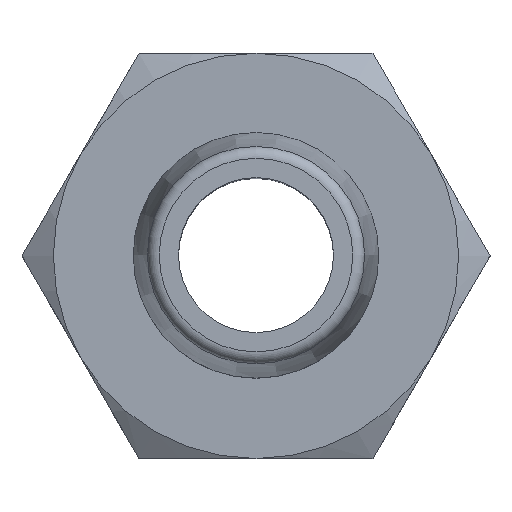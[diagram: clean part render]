
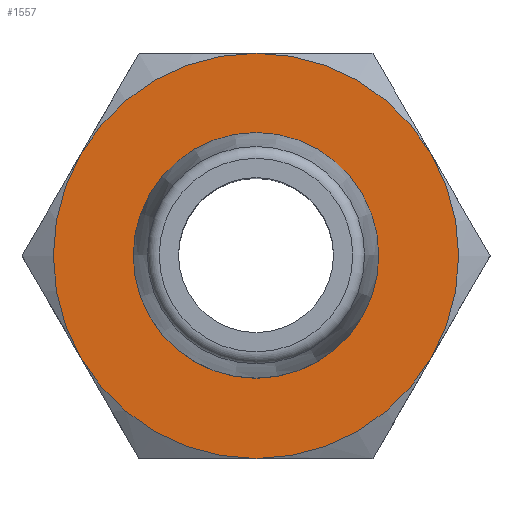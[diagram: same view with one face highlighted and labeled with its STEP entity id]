
A CAD part, top view. The second image highlights one B-rep face of the part: STEP entity #1557.
In plain terms, the highlighted face is planar.
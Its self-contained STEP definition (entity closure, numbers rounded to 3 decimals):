
#737=ORIENTED_EDGE('',*,*,#922,.T.);
#738=ORIENTED_EDGE('',*,*,#923,.T.);
#739=ORIENTED_EDGE('',*,*,#924,.T.);
#740=ORIENTED_EDGE('',*,*,#925,.T.);
#741=ORIENTED_EDGE('',*,*,#926,.T.);
#742=ORIENTED_EDGE('',*,*,#927,.T.);
#743=ORIENTED_EDGE('',*,*,#921,.F.);
#847=CIRCLE('',#1459,4.5);
#848=CIRCLE('',#1461,8.5);
#849=CIRCLE('',#1462,8.5);
#850=CIRCLE('',#1463,8.5);
#851=CIRCLE('',#1464,8.5);
#852=CIRCLE('',#1465,8.5);
#853=CIRCLE('',#1466,8.5);
#878=VERTEX_POINT('',#1324);
#879=VERTEX_POINT('',#1327);
#880=VERTEX_POINT('',#1328);
#881=VERTEX_POINT('',#1330);
#882=VERTEX_POINT('',#1332);
#883=VERTEX_POINT('',#1334);
#884=VERTEX_POINT('',#1336);
#921=EDGE_CURVE('',#878,#878,#847,.T.);
#922=EDGE_CURVE('',#879,#880,#848,.T.);
#923=EDGE_CURVE('',#880,#881,#849,.T.);
#924=EDGE_CURVE('',#881,#882,#850,.T.);
#925=EDGE_CURVE('',#882,#883,#851,.T.);
#926=EDGE_CURVE('',#883,#884,#852,.T.);
#927=EDGE_CURVE('',#884,#879,#853,.T.);
#994=EDGE_LOOP('',(#737,#738,#739,#740,#741,#742));
#995=EDGE_LOOP('',(#743));
#1052=FACE_BOUND('',#994,.T.);
#1053=FACE_BOUND('',#995,.T.);
#1134=DIRECTION('',(0.,1.,0.));
#1135=DIRECTION('',(4.5,0.,0.));
#1136=DIRECTION('',(0.,1.,0.));
#1137=DIRECTION('',(1.,0.,0.));
#1138=DIRECTION('',(0.,1.,0.));
#1139=DIRECTION('',(0.,0.,8.5));
#1140=DIRECTION('',(0.,1.,0.));
#1141=DIRECTION('',(7.361,0.,4.25));
#1142=DIRECTION('',(0.,1.,0.));
#1143=DIRECTION('',(7.361,0.,-4.25));
#1144=DIRECTION('',(0.,1.,0.));
#1145=DIRECTION('',(0.,0.,-8.5));
#1146=DIRECTION('',(0.,1.,0.));
#1147=DIRECTION('',(-7.361,0.,-4.25));
#1148=DIRECTION('',(0.,1.,0.));
#1149=DIRECTION('',(-7.361,0.,4.25));
#1324=CARTESIAN_POINT('',(8.731,11.041,0.));
#1325=CARTESIAN_POINT('',(4.231,11.041,0.));
#1326=CARTESIAN_POINT('',(4.231,11.041,8.5));
#1327=CARTESIAN_POINT('',(4.231,11.041,8.5));
#1328=CARTESIAN_POINT('',(11.592,11.041,4.25));
#1329=CARTESIAN_POINT('',(4.231,11.041,0.));
#1330=CARTESIAN_POINT('',(11.592,11.041,-4.25));
#1331=CARTESIAN_POINT('',(4.231,11.041,0.));
#1332=CARTESIAN_POINT('',(4.231,11.041,-8.5));
#1333=CARTESIAN_POINT('',(4.231,11.041,0.));
#1334=CARTESIAN_POINT('',(-3.13,11.041,-4.25));
#1335=CARTESIAN_POINT('',(4.231,11.041,0.));
#1336=CARTESIAN_POINT('',(-3.13,11.041,4.25));
#1337=CARTESIAN_POINT('',(4.231,11.041,0.));
#1338=CARTESIAN_POINT('',(4.231,11.041,0.));
#1459=AXIS2_PLACEMENT_3D('',#1325,#1134,#1135);
#1460=AXIS2_PLACEMENT_3D('',#1326,#1136,#1137);
#1461=AXIS2_PLACEMENT_3D('',#1329,#1138,#1139);
#1462=AXIS2_PLACEMENT_3D('',#1331,#1140,#1141);
#1463=AXIS2_PLACEMENT_3D('',#1333,#1142,#1143);
#1464=AXIS2_PLACEMENT_3D('',#1335,#1144,#1145);
#1465=AXIS2_PLACEMENT_3D('',#1337,#1146,#1147);
#1466=AXIS2_PLACEMENT_3D('',#1338,#1148,#1149);
#1537=PLANE('',#1460);
#1557=ADVANCED_FACE('',(#1052,#1053),#1537,.T.);
